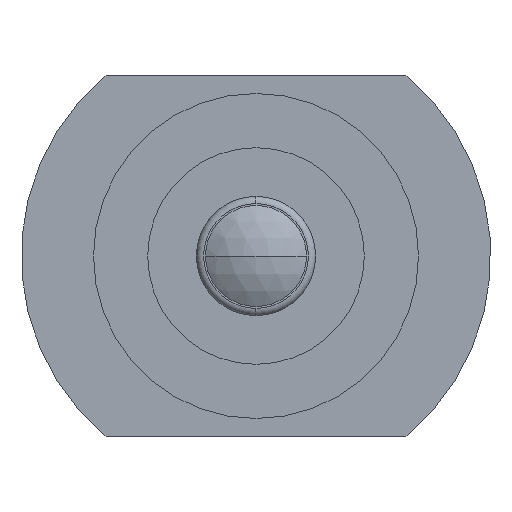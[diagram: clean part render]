
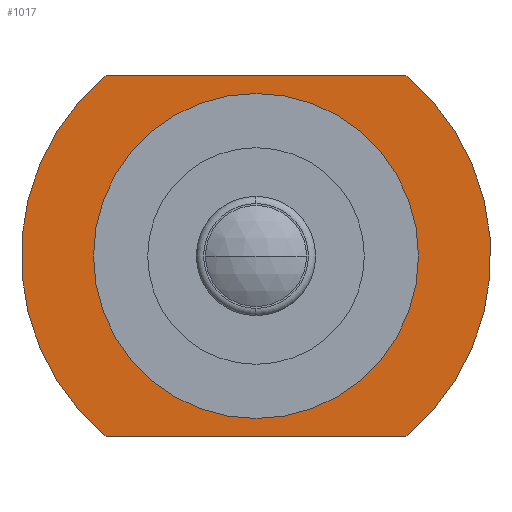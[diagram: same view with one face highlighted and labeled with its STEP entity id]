
A CAD part, left-side view. The second image highlights one B-rep face of the part: STEP entity #1017.
In plain terms, the highlighted planar face has unit normal (-1, 0, 0).
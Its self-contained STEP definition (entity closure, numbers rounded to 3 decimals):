
#34 = EDGE_CURVE ( 'NONE', #1275, #1241, #1781, .T. ) ;
#39 = CIRCLE ( 'NONE', #2003, 6.5 ) ;
#49 = CARTESIAN_POINT ( 'NONE',  ( 5., 6.5, 0. ) ) ;
#53 = CARTESIAN_POINT ( 'NONE',  ( 5., 0., 0. ) ) ;
#88 = CARTESIAN_POINT ( 'NONE',  ( 5., 5.307, -5. ) ) ;
#104 = DIRECTION ( 'NONE',  ( 0., -1., 0. ) ) ;
#174 = EDGE_CURVE ( 'NONE', #1003, #650, #2021, .T. ) ;
#205 = CARTESIAN_POINT ( 'NONE',  ( 5., 0., 0. ) ) ;
#210 = CARTESIAN_POINT ( 'NONE',  ( 5., 0., 0. ) ) ;
#221 = FACE_BOUND ( 'NONE', #1803, .T. ) ;
#222 = PLANE ( 'NONE',  #1334 ) ;
#224 = DIRECTION ( 'NONE',  ( 0., 0., 1. ) ) ;
#228 = AXIS2_PLACEMENT_3D ( 'NONE', #205, #530, #691 ) ;
#240 = EDGE_CURVE ( 'NONE', #1241, #1888, #1282, .T. ) ;
#242 = LINE ( 'NONE', #1855, #1386 ) ;
#258 = EDGE_CURVE ( 'NONE', #741, #1888, #242, .T. ) ;
#320 = CARTESIAN_POINT ( 'NONE',  ( 5., 4.153, 5. ) ) ;
#530 = DIRECTION ( 'NONE',  ( -1., 0., 0. ) ) ;
#566 = CARTESIAN_POINT ( 'NONE',  ( 5., 0., 4.5 ) ) ;
#607 = CARTESIAN_POINT ( 'NONE',  ( 5., 0., 0. ) ) ;
#650 = VERTEX_POINT ( 'NONE', #785 ) ;
#691 = DIRECTION ( 'NONE',  ( 0., 0., 1. ) ) ;
#741 = VERTEX_POINT ( 'NONE', #320 ) ;
#761 = ORIENTED_EDGE ( 'NONE', *, *, #258, .F. ) ;
#785 = CARTESIAN_POINT ( 'NONE',  ( 5., 0., -4.5 ) ) ;
#940 = CARTESIAN_POINT ( 'NONE',  ( 5., 4.153, -5. ) ) ;
#979 = CIRCLE ( 'NONE', #228, 4.5 ) ;
#988 = VECTOR ( 'NONE', #104, 1000. ) ;
#994 = FACE_OUTER_BOUND ( 'NONE', #1606, .T. ) ;
#1003 = VERTEX_POINT ( 'NONE', #566 ) ;
#1017 = ADVANCED_FACE ( 'NONE', ( #221, #994 ), #222, .F. ) ;
#1036 = DIRECTION ( 'NONE',  ( 1., 0., 0. ) ) ;
#1081 = CARTESIAN_POINT ( 'NONE',  ( 5., -4.153, -5. ) ) ;
#1094 = EDGE_CURVE ( 'NONE', #741, #1275, #39, .T. ) ;
#1173 = DIRECTION ( 'NONE',  ( 0., 0., 1. ) ) ;
#1186 = DIRECTION ( 'NONE',  ( -1., 0., 0. ) ) ;
#1206 = AXIS2_PLACEMENT_3D ( 'NONE', #210, #1527, #1173 ) ;
#1220 = DIRECTION ( 'NONE',  ( -1., 0., 0. ) ) ;
#1241 = VERTEX_POINT ( 'NONE', #1081 ) ;
#1270 = ORIENTED_EDGE ( 'NONE', *, *, #240, .T. ) ;
#1275 = VERTEX_POINT ( 'NONE', #940 ) ;
#1282 = CIRCLE ( 'NONE', #1206, 6.5 ) ;
#1306 = ORIENTED_EDGE ( 'NONE', *, *, #34, .T. ) ;
#1320 = AXIS2_PLACEMENT_3D ( 'NONE', #53, #1186, #224 ) ;
#1334 = AXIS2_PLACEMENT_3D ( 'NONE', #49, #1036, #1545 ) ;
#1344 = DIRECTION ( 'NONE',  ( 0., -1., 0. ) ) ;
#1386 = VECTOR ( 'NONE', #1344, 1000. ) ;
#1527 = DIRECTION ( 'NONE',  ( -1., 0., 0. ) ) ;
#1539 = ORIENTED_EDGE ( 'NONE', *, *, #1094, .T. ) ;
#1545 = DIRECTION ( 'NONE',  ( 0., 0., -1. ) ) ;
#1606 = EDGE_LOOP ( 'NONE', ( #1306, #1270, #761, #1539 ) ) ;
#1677 = CARTESIAN_POINT ( 'NONE',  ( 5., -4.153, 5. ) ) ;
#1684 = ORIENTED_EDGE ( 'NONE', *, *, #1935, .F. ) ;
#1739 = DIRECTION ( 'NONE',  ( 0., 0., 1. ) ) ;
#1781 = LINE ( 'NONE', #88, #988 ) ;
#1803 = EDGE_LOOP ( 'NONE', ( #2012, #1684 ) ) ;
#1855 = CARTESIAN_POINT ( 'NONE',  ( 5., 5.307, 5. ) ) ;
#1888 = VERTEX_POINT ( 'NONE', #1677 ) ;
#1935 = EDGE_CURVE ( 'NONE', #650, #1003, #979, .T. ) ;
#2003 = AXIS2_PLACEMENT_3D ( 'NONE', #607, #1220, #1739 ) ;
#2012 = ORIENTED_EDGE ( 'NONE', *, *, #174, .F. ) ;
#2021 = CIRCLE ( 'NONE', #1320, 4.5 ) ;
